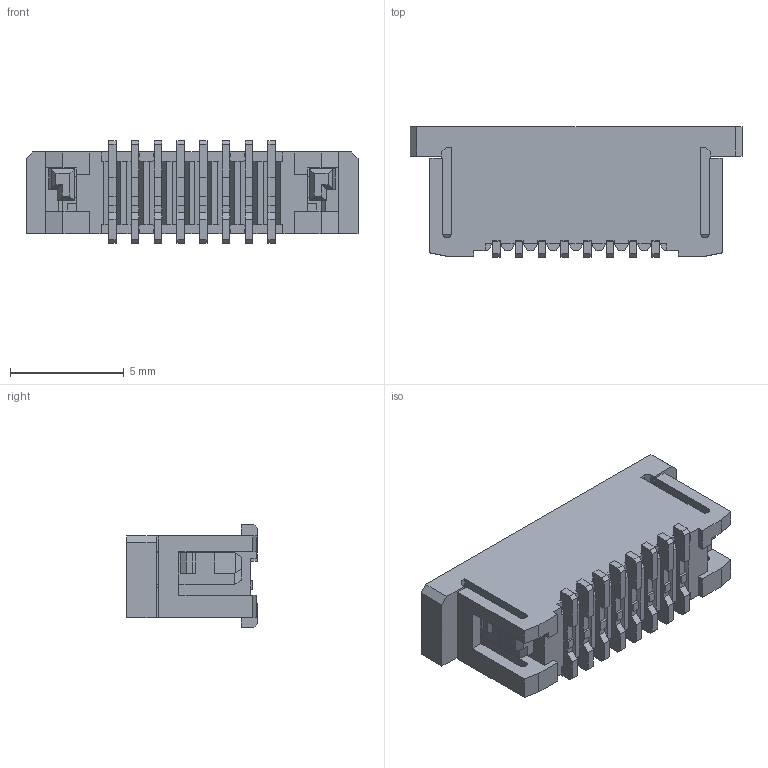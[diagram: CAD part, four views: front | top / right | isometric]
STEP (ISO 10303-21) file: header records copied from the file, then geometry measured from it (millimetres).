
FILE_DESCRIPTION((''),'2;1');
FILE_NAME('526100833','2014-03-12T',('me'),(''),'PRO/ENGINEER BY PARAMETRIC TECHNOLOGY CORPORATION, 2011490','PRO/ENGINEER BY PARAMETRIC TECHNOLOGY CORPORATION, 2011490','');
FILE_SCHEMA(('CONFIG_CONTROL_DESIGN'));
Length unit declared in the file: millimetre
Products named in the file (1): 526100833
Bounding box: 14.6 x 5.75 x 4.5 mm (x, y, z)
Volume: 218.6 mm3; surface area: 727.6 mm2
Topology: 1 solids, 1 shells, 751 faces, 2371 edges, 1586 vertices
Faces by surface type: plane 706, cylinder 45
Entity records: 25768 total; most frequent: CARTESIAN_POINT 4657, ORIENTED_EDGE 4614, DIRECTION 3961, EDGE_CURVE 2307, VECTOR 2281, LINE 2281, VERTEX_POINT 1522, AXIS2_PLACEMENT_3D 840
